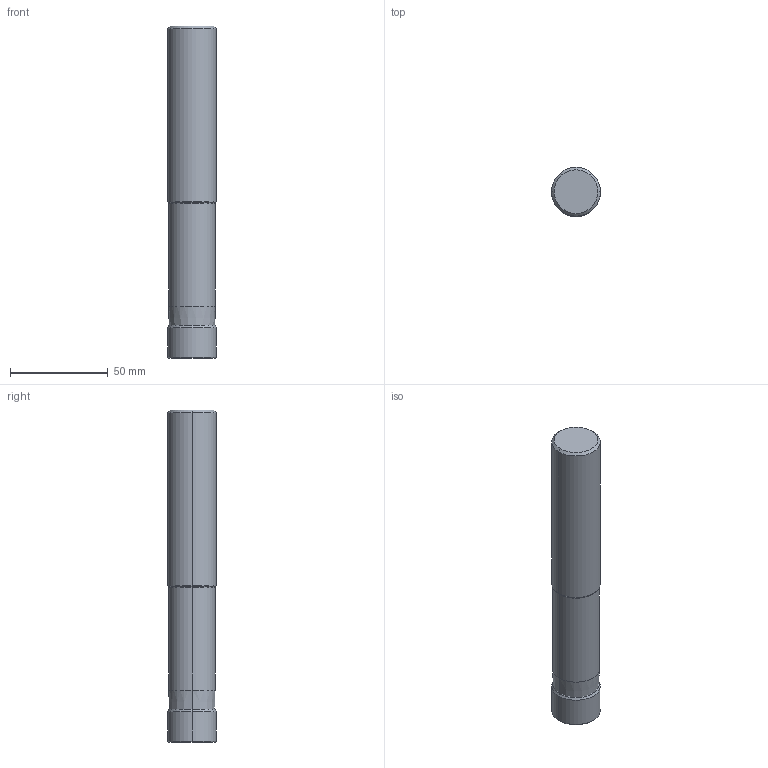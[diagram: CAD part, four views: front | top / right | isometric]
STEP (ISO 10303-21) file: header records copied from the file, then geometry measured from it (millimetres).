
FILE_DESCRIPTION(/* description */ (''),/* implementation_level */ '2;1');
FILE_NAME(/* name */ 'BXD4000R252SA25LA_MR0_4.stp',/* time_stamp */ '2021-09-08T11:40:20+09:00',/* author */ (''),/* organization */ (''),/* preprocessor_version */ 'ST-DEVELOPER v16',/* originating_system */ 'SIEMENS PLM Software NX 10.0',/* authorisation */ '');
FILE_SCHEMA (('AUTOMOTIVE_DESIGN { 1 0 10303 214 3 1 1 1 }'));
Length unit declared in the file: millimetre
Products named in the file (1): BXD4000R252SA25LA_MR0_4_ASM
Bounding box: 25 x 25 x 170 mm (x, y, z)
Volume: 86352.8 mm3; surface area: 16340.2 mm2
Topology: 2 solids, 2 shells, 46 faces, 106 edges, 79 vertices
Faces by surface type: cone 26, torus 10, cylinder 6, plane 4
Entity records: 1453 total; most frequent: DIRECTION 284, CARTESIAN_POINT 218, ORIENTED_EDGE 188, AXIS2_PLACEMENT_3D 121, EDGE_CURVE 94, CIRCLE 64, VERTEX_POINT 52, EDGE_LOOP 48
